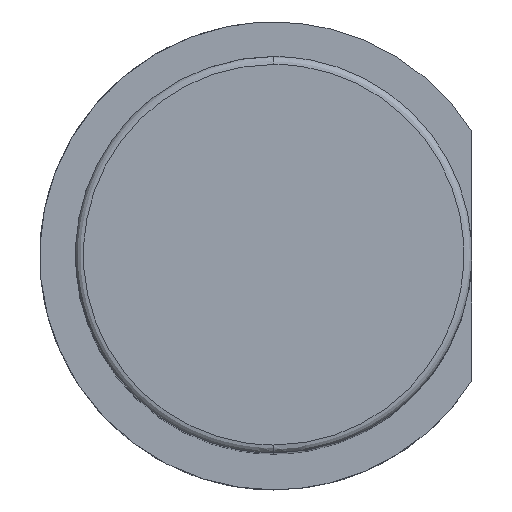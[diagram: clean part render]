
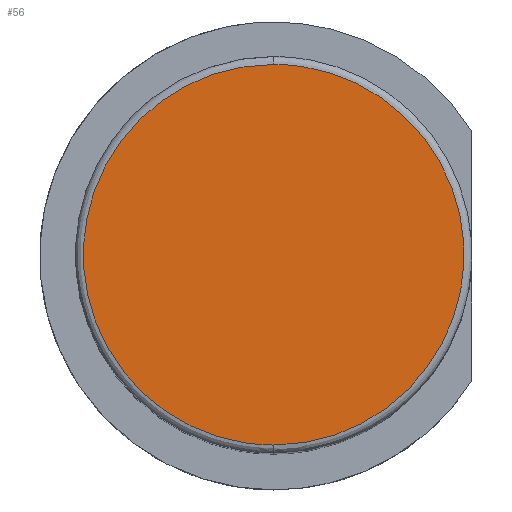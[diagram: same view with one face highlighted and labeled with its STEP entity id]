
A CAD part, top view. The second image highlights one B-rep face of the part: STEP entity #56.
In plain terms, the highlighted planar face has unit normal (0, 0, 1).
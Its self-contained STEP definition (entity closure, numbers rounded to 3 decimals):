
#56=ADVANCED_FACE('',(#77),#363,.T.);
#77=FACE_OUTER_BOUND('',#100,.T.);
#100=EDGE_LOOP('',(#159,#160));
#159=ORIENTED_EDGE('',*,*,#238,.T.);
#160=ORIENTED_EDGE('',*,*,#236,.T.);
#236=EDGE_CURVE('',#343,#342,#308,.T.);
#238=EDGE_CURVE('',#342,#343,#310,.T.);
#308=(
BOUNDED_CURVE()
B_SPLINE_CURVE(2,(#656,#657,#658,#659,#660),.UNSPECIFIED.,.F.,.F.)
B_SPLINE_CURVE_WITH_KNOTS((3,2,3),(0.,3.77,
7.54),.UNSPECIFIED.)
CURVE()
GEOMETRIC_REPRESENTATION_ITEM()
RATIONAL_B_SPLINE_CURVE((1.,0.707,1.,0.707,1.))
REPRESENTATION_ITEM('')
);
#310=(
BOUNDED_CURVE()
B_SPLINE_CURVE(2,(#664,#665,#666,#667,#668),.UNSPECIFIED.,.F.,.F.)
B_SPLINE_CURVE_WITH_KNOTS((3,2,3),(0.,3.77,
7.54),.UNSPECIFIED.)
CURVE()
GEOMETRIC_REPRESENTATION_ITEM()
RATIONAL_B_SPLINE_CURVE((1.,0.707,1.,0.707,1.))
REPRESENTATION_ITEM('')
);
#342=VERTEX_POINT('',#580);
#343=VERTEX_POINT('',#581);
#363=PLANE('',#404);
#404=AXIS2_PLACEMENT_3D('',#528,#421,$);
#421=DIRECTION('',(0.,0.,1.));
#528=CARTESIAN_POINT('',(11.,-3.,9.6));
#580=CARTESIAN_POINT('',(8.,-2.4,9.6));
#581=CARTESIAN_POINT('',(8.,2.4,9.6));
#656=CARTESIAN_POINT('',(8.,2.4,9.6));
#657=CARTESIAN_POINT('',(5.6,2.4,9.6));
#658=CARTESIAN_POINT('',(5.6,0.,9.6));
#659=CARTESIAN_POINT('',(5.6,-2.4,9.6));
#660=CARTESIAN_POINT('',(8.,-2.4,9.6));
#664=CARTESIAN_POINT('',(8.,-2.4,9.6));
#665=CARTESIAN_POINT('',(10.4,-2.4,9.6));
#666=CARTESIAN_POINT('',(10.4,0.,9.6));
#667=CARTESIAN_POINT('',(10.4,2.4,9.6));
#668=CARTESIAN_POINT('',(8.,2.4,9.6));
